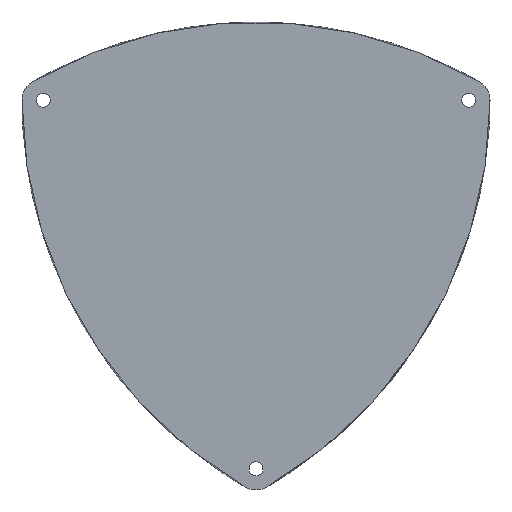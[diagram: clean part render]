
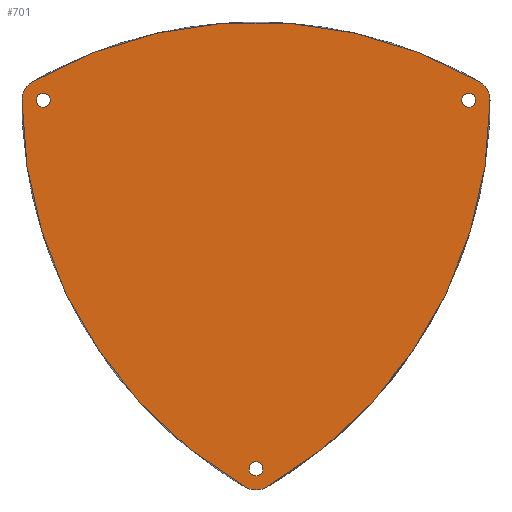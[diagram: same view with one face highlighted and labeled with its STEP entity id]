
A CAD part, top view. The second image highlights one B-rep face of the part: STEP entity #701.
In plain terms, the highlighted planar face has unit normal (0, 0, 1).
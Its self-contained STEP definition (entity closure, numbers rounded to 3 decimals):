
#579=CARTESIAN_POINT('',(129.1,72.169,12.5));
#580=VERTEX_POINT('',#579);
#581=CARTESIAN_POINT('',(125.0,72.169,12.5));
#582=DIRECTION('',(0.0,0.0,-1.0));
#583=DIRECTION('',(-1.0,0.0,0.0));
#584=AXIS2_PLACEMENT_3D('',#581,#582,#583);
#585=CIRCLE('',#584,4.1);
#586=EDGE_CURVE('',#580,#580,#585,.T.);
#599=CARTESIAN_POINT('',(-120.9,72.169,12.5));
#600=VERTEX_POINT('',#599);
#601=CARTESIAN_POINT('',(-125.0,72.169,12.5));
#602=DIRECTION('',(0.0,0.0,-1.0));
#603=DIRECTION('',(-1.0,0.0,0.0));
#604=AXIS2_PLACEMENT_3D('',#601,#602,#603);
#605=CIRCLE('',#604,4.1);
#606=EDGE_CURVE('',#600,#600,#605,.T.);
#619=CARTESIAN_POINT('',(4.1,-144.338,12.5));
#620=VERTEX_POINT('',#619);
#621=CARTESIAN_POINT('',(0.0,-144.338,12.5));
#622=DIRECTION('',(0.0,0.0,-1.0));
#623=DIRECTION('',(-1.0,0.0,0.0));
#624=AXIS2_PLACEMENT_3D('',#621,#622,#623);
#625=CIRCLE('',#624,4.1);
#626=EDGE_CURVE('',#620,#620,#625,.T.);
#631=CARTESIAN_POINT('',(0.,0.,12.5));
#632=DIRECTION('',(0.0,0.0,1.0));
#633=DIRECTION('',(1.0,0.0,0.0));
#634=AXIS2_PLACEMENT_3D('',#631,#632,#633);
#635=PLANE('',#634);
#636=CARTESIAN_POINT('',(-6.25,-155.163,12.5));
#637=VERTEX_POINT('',#636);
#638=CARTESIAN_POINT('',(6.25,-155.163,12.5));
#639=VERTEX_POINT('',#638);
#640=CARTESIAN_POINT('',(0.0,-144.338,12.5));
#641=DIRECTION('',(0.0,0.0,1.0));
#642=DIRECTION('',(0.5,0.866,0.0));
#643=AXIS2_PLACEMENT_3D('',#640,#641,#642);
#644=CIRCLE('',#643,12.5);
#645=EDGE_CURVE('',#637,#639,#644,.T.);
#646=ORIENTED_EDGE('',*,*,#645,.T.);
#647=CARTESIAN_POINT('',(137.5,72.169,12.5));
#648=VERTEX_POINT('',#647);
#649=CARTESIAN_POINT('',(-125.0,72.169,12.5));
#650=DIRECTION('',(0.0,0.0,1.0));
#651=DIRECTION('',(-0.5,0.866,0.0));
#652=AXIS2_PLACEMENT_3D('',#649,#650,#651);
#653=CIRCLE('',#652,262.5);
#654=EDGE_CURVE('',#639,#648,#653,.T.);
#655=ORIENTED_EDGE('',*,*,#654,.T.);
#656=CARTESIAN_POINT('',(131.25,82.994,12.5));
#657=VERTEX_POINT('',#656);
#658=CARTESIAN_POINT('',(125.0,72.169,12.5));
#659=DIRECTION('',(0.0,0.0,1.0));
#660=DIRECTION('',(-1.0,0.0,0.0));
#661=AXIS2_PLACEMENT_3D('',#658,#659,#660);
#662=CIRCLE('',#661,12.5);
#663=EDGE_CURVE('',#648,#657,#662,.T.);
#664=ORIENTED_EDGE('',*,*,#663,.T.);
#665=CARTESIAN_POINT('',(-131.25,82.994,12.5));
#666=VERTEX_POINT('',#665);
#667=CARTESIAN_POINT('',(0.0,-144.338,12.5));
#668=DIRECTION('',(0.0,0.0,1.0));
#669=DIRECTION('',(-0.5,-0.866,0.0));
#670=AXIS2_PLACEMENT_3D('',#667,#668,#669);
#671=CIRCLE('',#670,262.5);
#672=EDGE_CURVE('',#657,#666,#671,.T.);
#673=ORIENTED_EDGE('',*,*,#672,.T.);
#674=CARTESIAN_POINT('',(-137.5,72.169,12.5));
#675=VERTEX_POINT('',#674);
#676=CARTESIAN_POINT('',(-125.0,72.169,12.5));
#677=DIRECTION('',(0.0,0.0,1.0));
#678=DIRECTION('',(0.5,-0.866,0.0));
#679=AXIS2_PLACEMENT_3D('',#676,#677,#678);
#680=CIRCLE('',#679,12.5);
#681=EDGE_CURVE('',#666,#675,#680,.T.);
#682=ORIENTED_EDGE('',*,*,#681,.T.);
#683=CARTESIAN_POINT('',(125.0,72.169,12.5));
#684=DIRECTION('',(0.0,0.0,1.0));
#685=DIRECTION('',(1.0,0.0,0.0));
#686=AXIS2_PLACEMENT_3D('',#683,#684,#685);
#687=CIRCLE('',#686,262.5);
#688=EDGE_CURVE('',#675,#637,#687,.T.);
#689=ORIENTED_EDGE('',*,*,#688,.T.);
#690=EDGE_LOOP('',(#646,#655,#664,#673,#682,#689));
#691=FACE_OUTER_BOUND('',#690,.T.);
#692=ORIENTED_EDGE('',*,*,#586,.T.);
#693=EDGE_LOOP('',(#692));
#694=FACE_BOUND('',#693,.T.);
#695=ORIENTED_EDGE('',*,*,#606,.T.);
#696=EDGE_LOOP('',(#695));
#697=FACE_BOUND('',#696,.T.);
#698=ORIENTED_EDGE('',*,*,#626,.T.);
#699=EDGE_LOOP('',(#698));
#700=FACE_BOUND('',#699,.T.);
#701=ADVANCED_FACE('',(#691,#694,#697,#700),#635,.T.);
